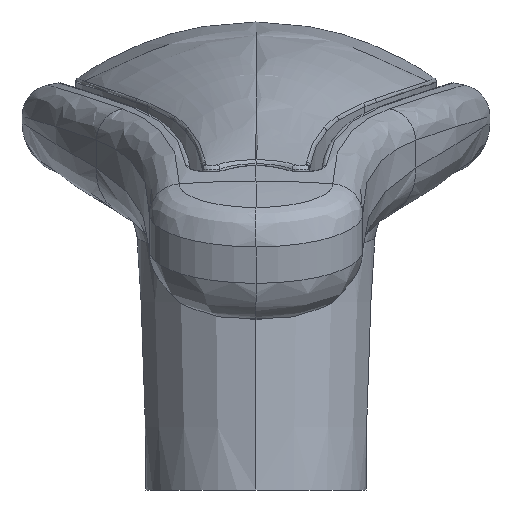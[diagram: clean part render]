
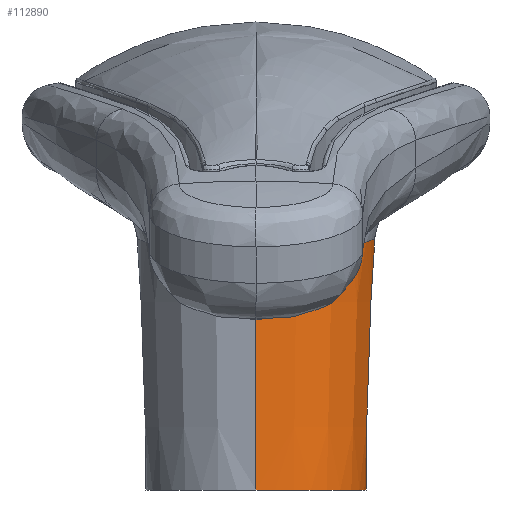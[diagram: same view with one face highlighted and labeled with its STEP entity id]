
A CAD part, left-side view. The second image highlights one B-rep face of the part: STEP entity #112890.
In plain terms, the highlighted conical face has half-angle 2 degrees and reference radius 5.716 mm.
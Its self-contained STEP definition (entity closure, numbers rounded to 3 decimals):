
#2030=CARTESIAN_POINT('',(0.,20.5,
-15.5));
#2040=DIRECTION('',(0.,0.,-1.));
#2050=DIRECTION('',(1.,0.,0.));
#2060=AXIS2_PLACEMENT_3D('',#2030,#2040,#2050);
#2070=CIRCLE('',#2060,5.175);
#2080=CARTESIAN_POINT('',(-5.175,20.5,
-15.5));
#2090=VERTEX_POINT('',#2080);
#2100=CARTESIAN_POINT('',(5.175,20.5,
-15.5));
#2110=VERTEX_POINT('',#2100);
#2140=EDGE_CURVE('',#2110,#2090,#2070,.T.);
#15180=CARTESIAN_POINT('',(5.547,20.5,
-4.843));
#15190=VERTEX_POINT('',#15180);
#15220=CARTESIAN_POINT('',(0.,14.913,
-3.696));
#15230=CARTESIAN_POINT('',(0.092,14.913,
-3.697));
#15240=CARTESIAN_POINT('',(0.182,14.915,
-3.698));
#15250=CARTESIAN_POINT('',(0.655,14.939,
-3.708));
#15260=CARTESIAN_POINT('',(1.03,14.997,
-3.73));
#15270=CARTESIAN_POINT('',(2.31,15.333,
-3.863));
#15280=CARTESIAN_POINT('',(3.131,15.793,
-4.042));
#15290=CARTESIAN_POINT('',(4.476,17.074,
-4.424));
#15300=CARTESIAN_POINT('',(4.985,17.874,
-4.617));
#15310=CARTESIAN_POINT('',(5.416,19.21,
-4.788));
#15320=CARTESIAN_POINT('',(5.505,19.675,
-4.825));
#15330=CARTESIAN_POINT('',(5.543,20.255,
-4.84));
#15340=CARTESIAN_POINT('',(5.547,20.378,
-4.842));
#15350=CARTESIAN_POINT('',(5.547,20.5,
-4.843));
#15360=B_SPLINE_CURVE_WITH_KNOTS('',3,(#15220,#15230,#15240,#15250,
#15260,#15270,#15280,#15290,#15300,#15310,#15320,#15330,#15340,#15350),
.UNSPECIFIED.,.F.,.F.,(4,2,2,2,2,2,4),(0.,0.368,
1.829,5.438,8.966,10.685,
11.134),.UNSPECIFIED.);
#15370=CARTESIAN_POINT('',(0.,14.913,
-3.696));
#15380=VERTEX_POINT('',#15370);
#15390=EDGE_CURVE('',#15380,#15190,#15360,.T.);
#19950=CARTESIAN_POINT('',(-5.547,20.5,
-4.843));
#19960=VERTEX_POINT('',#19950);
#20190=CARTESIAN_POINT('',(0.,14.913,
-3.696));
#20200=CARTESIAN_POINT('',(-0.092,14.913,
-3.697));
#20210=CARTESIAN_POINT('',(-0.182,14.915,
-3.698));
#20220=CARTESIAN_POINT('',(-0.655,14.939,
-3.708));
#20230=CARTESIAN_POINT('',(-1.03,14.997,
-3.73));
#20240=CARTESIAN_POINT('',(-2.31,15.333,
-3.863));
#20250=CARTESIAN_POINT('',(-3.131,15.793,
-4.042));
#20260=CARTESIAN_POINT('',(-4.476,17.074,
-4.424));
#20270=CARTESIAN_POINT('',(-4.985,17.874,
-4.617));
#20280=CARTESIAN_POINT('',(-5.416,19.21,
-4.788));
#20290=CARTESIAN_POINT('',(-5.505,19.675,
-4.825));
#20300=CARTESIAN_POINT('',(-5.543,20.255,
-4.84));
#20310=CARTESIAN_POINT('',(-5.547,20.378,
-4.842));
#20320=CARTESIAN_POINT('',(-5.547,20.5,
-4.843));
#20330=B_SPLINE_CURVE_WITH_KNOTS('',3,(#20190,#20200,#20210,#20220,
#20230,#20240,#20250,#20260,#20270,#20280,#20290,#20300,#20310,#20320),
.UNSPECIFIED.,.F.,.F.,(4,2,2,2,2,2,4),(0.,0.37,
1.837,5.465,9.011,10.739,
11.191),.UNSPECIFIED.);
#20340=EDGE_CURVE('',#15380,#19960,#20330,.T.);
#112670=CARTESIAN_POINT('',(0.,20.5,
0.));
#112680=DIRECTION('',(0.,0.,1.));
#112690=DIRECTION('',(1.,0.,0.));
#112700=AXIS2_PLACEMENT_3D('',#112670,#112680,#112690);
#112710=CONICAL_SURFACE('',#112700,5.716,0.035);
#112720=CARTESIAN_POINT('',(-5.716,20.5,
0.));
#112730=DIRECTION('',(-0.035,0.,0.999));
#112740=VECTOR('',#112730,163.781);
#112750=LINE('',#112720,#112740);
#112760=EDGE_CURVE('',#2090,#19960,#112750,.T.);
#112770=ORIENTED_EDGE('',*,*,#112760,.F.);
#112780=ORIENTED_EDGE('',*,*,#20340,.T.);
#112790=ORIENTED_EDGE('',*,*,#15390,.F.);
#112800=CARTESIAN_POINT('',(5.716,20.5,
0.));
#112810=DIRECTION('',(0.035,0.,0.999));
#112820=VECTOR('',#112810,163.781);
#112830=LINE('',#112800,#112820);
#112840=EDGE_CURVE('',#2110,#15190,#112830,.T.);
#112850=ORIENTED_EDGE('',*,*,#112840,.T.);
#112860=ORIENTED_EDGE('',*,*,#2140,.F.);
#112870=EDGE_LOOP('',(#112860,#112850,#112790,#112780,#112770));
#112880=FACE_OUTER_BOUND('',#112870,.T.);
#112890=ADVANCED_FACE('',(#112880),#112710,.T.);
